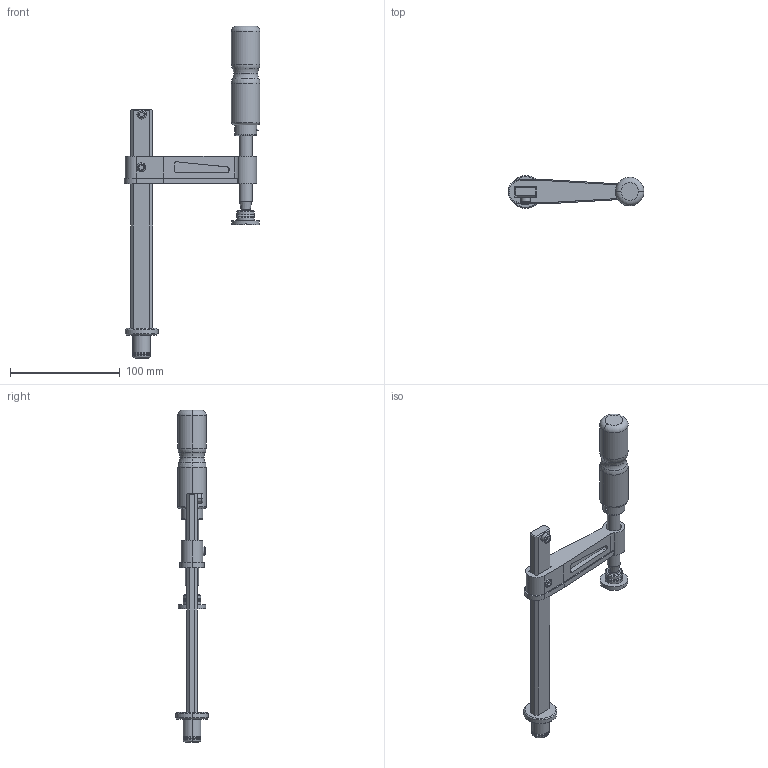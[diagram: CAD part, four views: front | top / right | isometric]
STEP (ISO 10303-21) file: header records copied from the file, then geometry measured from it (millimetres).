
FILE_DESCRIPTION(('STEP AP214'),'1');
FILE_NAME('160620 Schraubzwinge.STP',' ',(' '),(' '),'XStep 1.0',' ',' ');
FILE_SCHEMA(('automotive_design'));
Length unit declared in the file: millimetre
Products named in the file (14): 1; 2; 3; 4; 5; 6; 7; 8; 9; 10; 11; 12; 13; 14
Bounding box: 124 x 30 x 303.18 mm (x, y, z)
Volume: 146376.9 mm3; surface area: 46736.5 mm2
Topology: 14 solids, 14 shells, 226 faces, 516 edges, 321 vertices
Faces by surface type: plane 96, cylinder 74, torus 34, cone 16, sphere 6
Entity records: 8766 total; most frequent: CARTESIAN_POINT 1383, DIRECTION 1207, ORIENTED_EDGE 1020, EDGE_CURVE 510, AXIS2_PLACEMENT_3D 481, VERTEX_POINT 321, EDGE_LOOP 251, LINE 245
